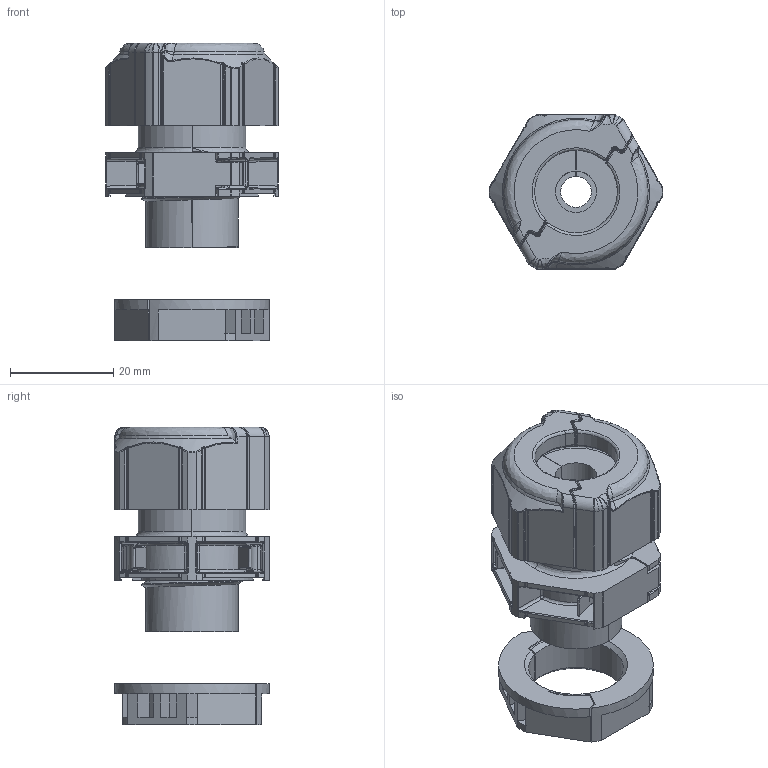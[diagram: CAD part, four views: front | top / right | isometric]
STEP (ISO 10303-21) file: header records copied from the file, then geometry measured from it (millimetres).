
FILE_DESCRIPTION (( 'STEP AP214' ), '1' );
FILE_NAME ('2024942.stp', '2017-05-05T09:25:03', ( '' ), ( '' ), 'SwSTEP 2.0', 'SolidWorks 2016', '' );
FILE_SCHEMA (( 'AUTOMOTIVE_DESIGN' ));
Length unit declared in the file: millimetre
Products named in the file (9): 111566_06-08; PFLITSCH 1420_220 uGGM; 111587_Standard; 111588; 111589; 111590; 111592; 111593; 2024942
Assembly tree (9 placements, depth 4):
  2024942
    111587_Standard
      111592
        111593
      111589
        111590
      111588  x2
    PFLITSCH 1420_220 uGGM
    111566_06-08
Bounding box: 33.53 x 30 x 57.7 mm (x, y, z)
Volume: 17914.6 mm3; surface area: 16846.2 mm2
Topology: 6 solids, 6 shells, 1479 faces, 3977 edges, 2444 vertices
Faces by surface type: cylinder 553, plane 518, bspline 398, cone 8, torus 2
Entity records: 60196 total; most frequent: CARTESIAN_POINT 19902, ORIENTED_EDGE 6748, DIRECTION 5467, EDGE_CURVE 3374, VERTEX_POINT 2125, AXIS2_PLACEMENT_3D 1897, VECTOR 1673, LINE 1673
